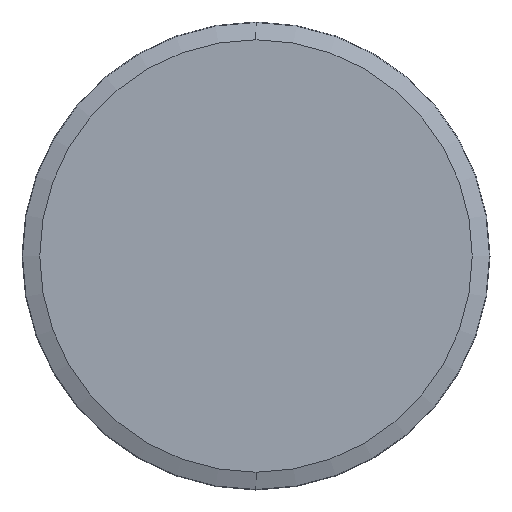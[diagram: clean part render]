
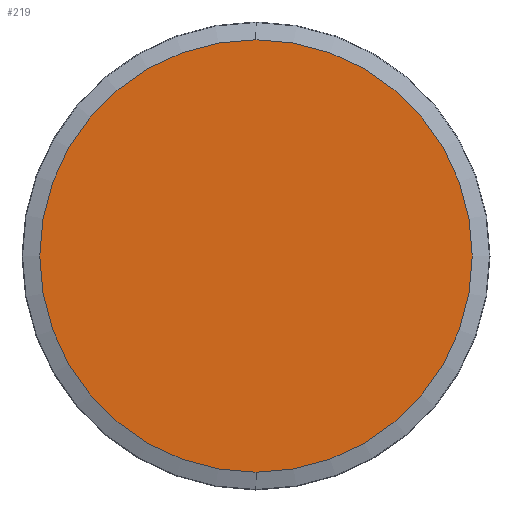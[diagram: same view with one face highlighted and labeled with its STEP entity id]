
A CAD part, left-side view. The second image highlights one B-rep face of the part: STEP entity #219.
In plain terms, the highlighted planar face has unit normal (-1, 0, 0).
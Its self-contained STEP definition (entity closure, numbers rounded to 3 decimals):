
#27 = CARTESIAN_POINT ( 'NONE',  ( 0., 0., 0. ) ) ;
#33 = EDGE_CURVE ( 'NONE', #77, #483, #215, .T. ) ;
#61 = PLANE ( 'NONE',  #64 ) ;
#64 = AXIS2_PLACEMENT_3D ( 'NONE', #380, #295, #384 ) ;
#77 = VERTEX_POINT ( 'NONE', #361 ) ;
#90 = AXIS2_PLACEMENT_3D ( 'NONE', #271, #95, #443 ) ;
#95 = DIRECTION ( 'NONE',  ( -1., 0., 0. ) ) ;
#131 = CARTESIAN_POINT ( 'NONE',  ( 0., 0., 147.411 ) ) ;
#152 = ORIENTED_EDGE ( 'NONE', *, *, #555, .T. ) ;
#160 = AXIS2_PLACEMENT_3D ( 'NONE', #27, #371, #473 ) ;
#178 = EDGE_LOOP ( 'NONE', ( #264, #152 ) ) ;
#215 = CIRCLE ( 'NONE', #90, 147.411 ) ;
#219 = ADVANCED_FACE ( 'NONE', ( #252 ), #61, .F. ) ;
#252 = FACE_OUTER_BOUND ( 'NONE', #178, .T. ) ;
#264 = ORIENTED_EDGE ( 'NONE', *, *, #33, .T. ) ;
#271 = CARTESIAN_POINT ( 'NONE',  ( 0., 0., 0. ) ) ;
#295 = DIRECTION ( 'NONE',  ( 1., 0., 0. ) ) ;
#361 = CARTESIAN_POINT ( 'NONE',  ( 0., 0., -147.411 ) ) ;
#371 = DIRECTION ( 'NONE',  ( -1., 0., 0. ) ) ;
#380 = CARTESIAN_POINT ( 'NONE',  ( 0., 0., 0. ) ) ;
#384 = DIRECTION ( 'NONE',  ( 0., 0., -1. ) ) ;
#443 = DIRECTION ( 'NONE',  ( 0., 0., 1. ) ) ;
#450 = CIRCLE ( 'NONE', #160, 147.411 ) ;
#473 = DIRECTION ( 'NONE',  ( 0., 0., 1. ) ) ;
#483 = VERTEX_POINT ( 'NONE', #131 ) ;
#555 = EDGE_CURVE ( 'NONE', #483, #77, #450, .T. ) ;
